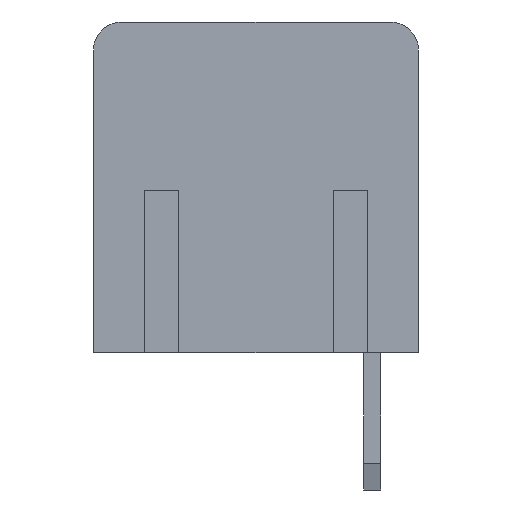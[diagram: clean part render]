
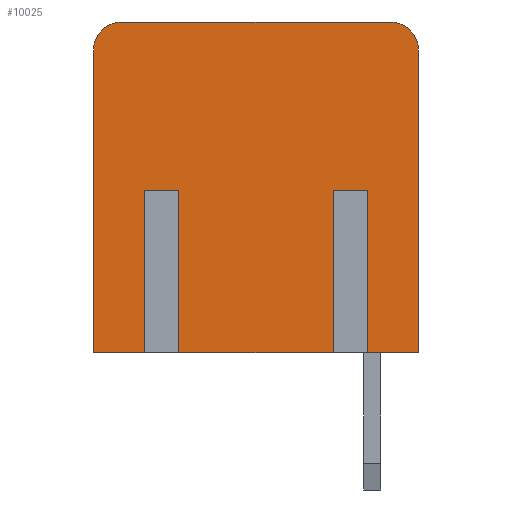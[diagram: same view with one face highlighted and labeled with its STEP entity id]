
A CAD part, left-side view. The second image highlights one B-rep face of the part: STEP entity #10025.
In plain terms, the highlighted planar face has unit normal (-1, 0, 0).
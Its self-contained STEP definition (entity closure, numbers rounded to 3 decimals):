
#572=PLANE('',#10536);
#1009=LINE('',#13027,#1687);
#1017=LINE('',#13043,#1695);
#1025=LINE('',#13059,#1703);
#1106=LINE('',#13225,#1784);
#1107=LINE('',#13227,#1785);
#1112=LINE('',#13238,#1790);
#1128=LINE('',#13271,#1806);
#1129=LINE('',#13273,#1807);
#1130=LINE('',#13275,#1808);
#1131=LINE('',#13278,#1809);
#1132=LINE('',#13280,#1810);
#1133=LINE('',#13282,#1811);
#1687=VECTOR('',#11247,1000.);
#1695=VECTOR('',#11255,1000.);
#1703=VECTOR('',#11263,1000.);
#1784=VECTOR('',#11370,1000.);
#1785=VECTOR('',#11373,1000.);
#1790=VECTOR('',#11380,1000.);
#1806=VECTOR('',#11412,1000.);
#1807=VECTOR('',#11413,1000.);
#1808=VECTOR('',#11414,1000.);
#1809=VECTOR('',#11419,1000.);
#1810=VECTOR('',#11420,1000.);
#1811=VECTOR('',#11421,1000.);
#2640=ORIENTED_EDGE('',*,*,#4822,.F.);
#2641=ORIENTED_EDGE('',*,*,#4823,.T.);
#2642=ORIENTED_EDGE('',*,*,#4824,.T.);
#2643=ORIENTED_EDGE('',*,*,#4703,.F.);
#2644=ORIENTED_EDGE('',*,*,#4800,.F.);
#2645=ORIENTED_EDGE('',*,*,#4825,.T.);
#2646=ORIENTED_EDGE('',*,*,#4806,.T.);
#2647=ORIENTED_EDGE('',*,*,#4826,.T.);
#2648=ORIENTED_EDGE('',*,*,#4801,.T.);
#2649=ORIENTED_EDGE('',*,*,#4719,.F.);
#2650=ORIENTED_EDGE('',*,*,#4827,.F.);
#2651=ORIENTED_EDGE('',*,*,#4828,.T.);
#2652=ORIENTED_EDGE('',*,*,#4829,.T.);
#2653=ORIENTED_EDGE('',*,*,#4711,.F.);
#4703=EDGE_CURVE('',#5825,#5826,#1009,.T.);
#4711=EDGE_CURVE('',#5833,#5834,#1017,.T.);
#4719=EDGE_CURVE('',#5841,#5842,#1025,.T.);
#4800=EDGE_CURVE('',#5913,#5825,#1106,.T.);
#4801=EDGE_CURVE('',#5914,#5842,#1107,.T.);
#4806=EDGE_CURVE('',#5919,#5918,#1112,.T.);
#4822=EDGE_CURVE('',#5928,#5833,#1128,.T.);
#4823=EDGE_CURVE('',#5928,#5929,#1129,.T.);
#4824=EDGE_CURVE('',#5929,#5826,#1130,.T.);
#4825=EDGE_CURVE('',#5913,#5919,#6470,.T.);
#4826=EDGE_CURVE('',#5918,#5914,#6471,.T.);
#4827=EDGE_CURVE('',#5930,#5841,#1131,.T.);
#4828=EDGE_CURVE('',#5930,#5931,#1132,.T.);
#4829=EDGE_CURVE('',#5931,#5834,#1133,.T.);
#5825=VERTEX_POINT('',#13026);
#5826=VERTEX_POINT('',#13028);
#5833=VERTEX_POINT('',#13042);
#5834=VERTEX_POINT('',#13044);
#5841=VERTEX_POINT('',#13058);
#5842=VERTEX_POINT('',#13060);
#5913=VERTEX_POINT('',#13224);
#5914=VERTEX_POINT('',#13228);
#5918=VERTEX_POINT('',#13237);
#5919=VERTEX_POINT('',#13239);
#5928=VERTEX_POINT('',#13272);
#5929=VERTEX_POINT('',#13274);
#5930=VERTEX_POINT('',#13279);
#5931=VERTEX_POINT('',#13281);
#6470=CIRCLE('',#10537,1.041);
#6471=CIRCLE('',#10538,1.041);
#6623=EDGE_LOOP('',(#2640,#2641,#2642,#2643,#2644,#2645,#2646,#2647,#2648,
#2649,#2650,#2651,#2652,#2653));
#7123=FACE_BOUND('',#6623,.T.);
#10025=ADVANCED_FACE('',(#7123),#572,.T.);
#10536=AXIS2_PLACEMENT_3D('',#13270,#11410,#11411);
#10537=AXIS2_PLACEMENT_3D('',#13276,#11415,#11416);
#10538=AXIS2_PLACEMENT_3D('',#13277,#11417,#11418);
#11247=DIRECTION('',(0.,1.,0.));
#11255=DIRECTION('',(0.,1.,0.));
#11263=DIRECTION('',(0.,1.,0.));
#11370=DIRECTION('',(0.,0.,-1.));
#11373=DIRECTION('',(0.,0.,-1.));
#11380=DIRECTION('',(0.,1.,0.));
#11410=DIRECTION('',(-1.,0.,0.));
#11411=DIRECTION('',(0.,0.,1.));
#11412=DIRECTION('',(0.,0.,-1.));
#11413=DIRECTION('',(0.,-1.,0.));
#11414=DIRECTION('',(0.,0.,-1.));
#11415=DIRECTION('',(-1.,0.,0.));
#11416=DIRECTION('',(0.,0.,1.));
#11417=DIRECTION('',(-1.,0.,0.));
#11418=DIRECTION('',(0.,0.,1.));
#11419=DIRECTION('',(0.,0.,-1.));
#11420=DIRECTION('',(0.,-1.,0.));
#11421=DIRECTION('',(0.,0.,-1.));
#13026=CARTESIAN_POINT('',(-15.558,-1.714,0.));
#13027=CARTESIAN_POINT('',(-15.558,-1.714,0.));
#13028=CARTESIAN_POINT('',(-15.558,0.597,0.));
#13042=CARTESIAN_POINT('',(-15.558,0.991,0.));
#13043=CARTESIAN_POINT('',(-15.558,-1.714,0.));
#13044=CARTESIAN_POINT('',(-15.558,7.595,0.));
#13058=CARTESIAN_POINT('',(-15.558,7.988,0.));
#13059=CARTESIAN_POINT('',(-15.558,-1.714,0.));
#13060=CARTESIAN_POINT('',(-15.558,10.3,0.));
#13224=CARTESIAN_POINT('',(-15.558,-1.714,11.176));
#13225=CARTESIAN_POINT('',(-15.558,-1.714,12.217));
#13227=CARTESIAN_POINT('',(-15.558,10.3,12.217));
#13228=CARTESIAN_POINT('',(-15.558,10.3,11.176));
#13237=CARTESIAN_POINT('',(-15.558,9.258,12.217));
#13238=CARTESIAN_POINT('',(-15.558,-1.714,12.217));
#13239=CARTESIAN_POINT('',(-15.558,-0.673,12.217));
#13270=CARTESIAN_POINT('',(-15.558,-1.714,12.217));
#13271=CARTESIAN_POINT('',(-15.558,0.991,5.994));
#13272=CARTESIAN_POINT('',(-15.558,0.991,5.994));
#13273=CARTESIAN_POINT('',(-15.558,0.991,5.994));
#13274=CARTESIAN_POINT('',(-15.558,0.597,5.994));
#13275=CARTESIAN_POINT('',(-15.558,0.597,5.994));
#13276=CARTESIAN_POINT('',(-15.558,-0.673,11.176));
#13277=CARTESIAN_POINT('',(-15.558,9.258,11.176));
#13278=CARTESIAN_POINT('',(-15.558,7.988,5.994));
#13279=CARTESIAN_POINT('',(-15.558,7.988,5.994));
#13280=CARTESIAN_POINT('',(-15.558,7.988,5.994));
#13281=CARTESIAN_POINT('',(-15.558,7.595,5.994));
#13282=CARTESIAN_POINT('',(-15.558,7.595,5.994));
